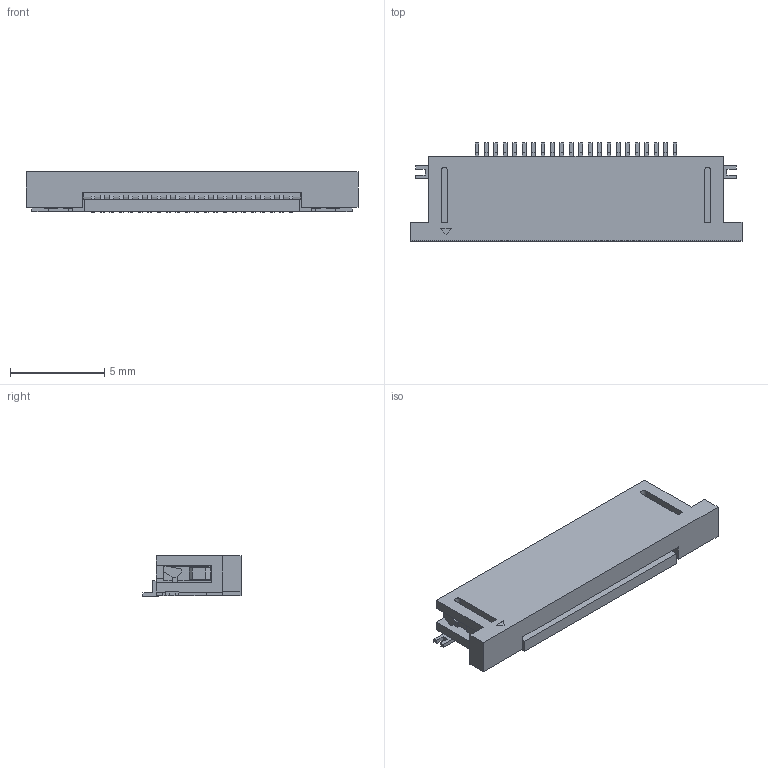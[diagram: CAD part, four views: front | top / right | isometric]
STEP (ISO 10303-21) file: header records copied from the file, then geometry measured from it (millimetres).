
FILE_DESCRIPTION(/* description */ (''),/* implementation_level */ '2;1');
FILE_NAME(/* name */ '524372271wbm000_01_214.stp',/* time_stamp */ '2023-01-02T14:23:26+06:00',/* author */ (''),/* organization */ (''),/* preprocessor_version */ 'ST-DEVELOPER v16.7',/* originating_system */ 'SIEMENS PLM Software NX 1919',/* authorisation */ '');
FILE_SCHEMA (('AUTOMOTIVE_DESIGN { 1 0 10303 214 3 1 1 1 }'));
Length unit declared in the file: millimetre
Products named in the file (1): 524372271wbm000_01
Bounding box: 17.6 x 5.2 x 2.16 mm (x, y, z)
Volume: 132.2 mm3; surface area: 432.1 mm2
Topology: 1 solids, 1 shells, 603 faces, 1766 edges, 1172 vertices
Faces by surface type: plane 527, cylinder 76
Entity records: 19776 total; most frequent: CARTESIAN_POINT 3542, ORIENTED_EDGE 3532, DIRECTION 3130, EDGE_CURVE 1766, LINE 1610, VECTOR 1610, VERTEX_POINT 1172, AXIS2_PLACEMENT_3D 760
